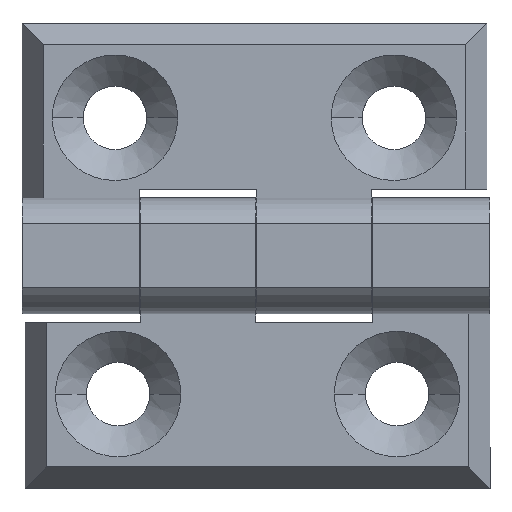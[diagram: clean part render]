
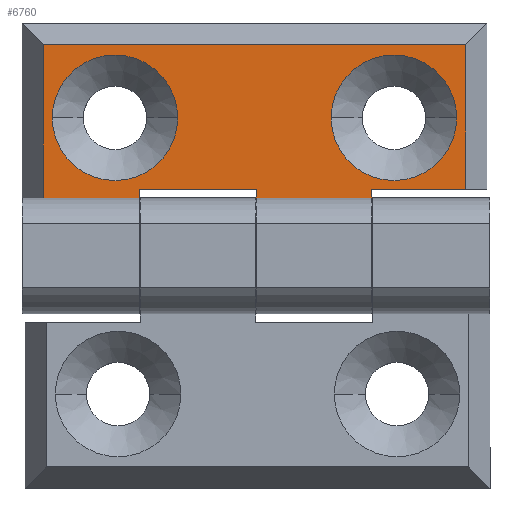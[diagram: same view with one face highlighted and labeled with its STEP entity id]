
A CAD part, top view. The second image highlights one B-rep face of the part: STEP entity #6760.
In plain terms, the highlighted planar face has unit normal (0, 0, 1).
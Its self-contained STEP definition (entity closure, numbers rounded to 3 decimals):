
#33 = EDGE_CURVE ( 'NONE', #4493, #597, #356, .T. ) ;
#61 = EDGE_CURVE ( 'NONE', #6112, #4413, #2885, .T. ) ;
#78 = AXIS2_PLACEMENT_3D ( 'NONE', #1073, #3284, #4799 ) ;
#94 = VERTEX_POINT ( 'NONE', #3605 ) ;
#96 = CARTESIAN_POINT ( 'NONE',  ( 9.5, 37.05, 8.1 ) ) ;
#102 = ORIENTED_EDGE ( 'NONE', *, *, #1471, .T. ) ;
#194 = VECTOR ( 'NONE', #1944, 1000. ) ;
#277 = DIRECTION ( 'NONE',  ( -1., 0., 0. ) ) ;
#291 = ORIENTED_EDGE ( 'NONE', *, *, #61, .T. ) ;
#297 = CARTESIAN_POINT ( 'NONE',  ( 29.35, 46.464, 8.1 ) ) ;
#313 = DIRECTION ( 'NONE',  ( 1., 0., 0. ) ) ;
#325 = VERTEX_POINT ( 'NONE', #96 ) ;
#356 = CIRCLE ( 'NONE', #2347, 8.1 ) ;
#368 = ORIENTED_EDGE ( 'NONE', *, *, #981, .T. ) ;
#438 = CARTESIAN_POINT ( 'NONE',  ( 17.6, 37.05, 8.1 ) ) ;
#597 = VERTEX_POINT ( 'NONE', #4408 ) ;
#759 = ORIENTED_EDGE ( 'NONE', *, *, #33, .T. ) ;
#765 = EDGE_CURVE ( 'NONE', #1890, #1090, #6203, .T. ) ;
#794 = CARTESIAN_POINT ( 'NONE',  ( 14.75, 27.85, 8.1 ) ) ;
#904 = DIRECTION ( 'NONE',  ( 1., 0., 0. ) ) ;
#918 = CARTESIAN_POINT ( 'NONE',  ( 26.855, 27.85, 8.1 ) ) ;
#919 = VECTOR ( 'NONE', #991, 1000. ) ;
#958 = CARTESIAN_POINT ( 'NONE',  ( 29.35, 49.05, 8.1 ) ) ;
#981 = EDGE_CURVE ( 'NONE', #4244, #94, #4462, .T. ) ;
#991 = DIRECTION ( 'NONE',  ( -1., 0., 0. ) ) ;
#994 = CARTESIAN_POINT ( 'NONE',  ( 26.855, 46.464, 8.1 ) ) ;
#1023 = DIRECTION ( 'NONE',  ( 0., 0., -1. ) ) ;
#1073 = CARTESIAN_POINT ( 'NONE',  ( 17.6, 37.05, 8.1 ) ) ;
#1090 = VERTEX_POINT ( 'NONE', #2632 ) ;
#1151 = DIRECTION ( 'NONE',  ( 0., 1., 0. ) ) ;
#1202 = VECTOR ( 'NONE', #1151, 1000. ) ;
#1238 = VECTOR ( 'NONE', #5131, 1000. ) ;
#1307 = LINE ( 'NONE', #5562, #4957 ) ;
#1325 = CARTESIAN_POINT ( 'NONE',  ( -27.655, 49.05, 8.1 ) ) ;
#1382 = ORIENTED_EDGE ( 'NONE', *, *, #6438, .T. ) ;
#1433 = EDGE_CURVE ( 'NONE', #1890, #3690, #2574, .T. ) ;
#1471 = EDGE_CURVE ( 'NONE', #1823, #4244, #4556, .T. ) ;
#1509 = FACE_OUTER_BOUND ( 'NONE', #1891, .T. ) ;
#1755 = ORIENTED_EDGE ( 'NONE', *, *, #1433, .T. ) ;
#1777 = CARTESIAN_POINT ( 'NONE',  ( -15.25, 26.691, 8.1 ) ) ;
#1823 = VERTEX_POINT ( 'NONE', #994 ) ;
#1890 = VERTEX_POINT ( 'NONE', #3551 ) ;
#1891 = EDGE_LOOP ( 'NONE', ( #368, #2711, #3306, #291, #6277, #5966, #1755, #4098, #3824, #102 ) ) ;
#1924 = DIRECTION ( 'NONE',  ( 0., 0., -1. ) ) ;
#1944 = DIRECTION ( 'NONE',  ( 0., 1., 0. ) ) ;
#2025 = EDGE_CURVE ( 'NONE', #4492, #94, #5403, .T. ) ;
#2154 = EDGE_CURVE ( 'NONE', #4506, #1823, #6231, .T. ) ;
#2183 = AXIS2_PLACEMENT_3D ( 'NONE', #2371, #1023, #6680 ) ;
#2217 = EDGE_LOOP ( 'NONE', ( #759, #1382 ) ) ;
#2302 = CIRCLE ( 'NONE', #78, 8.1 ) ;
#2312 = VECTOR ( 'NONE', #904, 1000. ) ;
#2315 = DIRECTION ( 'NONE',  ( 1., 0., 0. ) ) ;
#2347 = AXIS2_PLACEMENT_3D ( 'NONE', #5985, #4915, #313 ) ;
#2371 = CARTESIAN_POINT ( 'NONE',  ( -18.4, 37.05, 8.1 ) ) ;
#2574 = LINE ( 'NONE', #4675, #6520 ) ;
#2577 = CARTESIAN_POINT ( 'NONE',  ( 26.855, 49.05, 8.1 ) ) ;
#2632 = CARTESIAN_POINT ( 'NONE',  ( -0.15, 26.691, 8.1 ) ) ;
#2667 = DIRECTION ( 'NONE',  ( 0., 1., 0. ) ) ;
#2711 = ORIENTED_EDGE ( 'NONE', *, *, #2025, .F. ) ;
#2712 = CARTESIAN_POINT ( 'NONE',  ( -0.15, 27.85, 8.1 ) ) ;
#2839 = CARTESIAN_POINT ( 'NONE',  ( -30.15, 27.85, 8.1 ) ) ;
#2869 = DIRECTION ( 'NONE',  ( 0., 1., 0. ) ) ;
#2885 = LINE ( 'NONE', #4672, #1238 ) ;
#2889 = CARTESIAN_POINT ( 'NONE',  ( -27.655, 46.464, 8.1 ) ) ;
#3006 = DIRECTION ( 'NONE',  ( 1., 0., 0. ) ) ;
#3040 = FACE_BOUND ( 'NONE', #2217, .T. ) ;
#3284 = DIRECTION ( 'NONE',  ( 0., 0., -1. ) ) ;
#3306 = ORIENTED_EDGE ( 'NONE', *, *, #6043, .T. ) ;
#3330 = EDGE_CURVE ( 'NONE', #1090, #4413, #4293, .T. ) ;
#3545 = CARTESIAN_POINT ( 'NONE',  ( -26.5, 37.05, 8.1 ) ) ;
#3551 = CARTESIAN_POINT ( 'NONE',  ( 14.75, 26.691, 8.1 ) ) ;
#3561 = VECTOR ( 'NONE', #5390, 1000. ) ;
#3605 = CARTESIAN_POINT ( 'NONE',  ( -27.655, 26.691, 8.1 ) ) ;
#3613 = CARTESIAN_POINT ( 'NONE',  ( 14.75, 26.691, 8.1 ) ) ;
#3690 = VERTEX_POINT ( 'NONE', #794 ) ;
#3775 = CARTESIAN_POINT ( 'NONE',  ( -0.15, 27.85, 8.1 ) ) ;
#3778 = VECTOR ( 'NONE', #5799, 1000. ) ;
#3824 = ORIENTED_EDGE ( 'NONE', *, *, #2154, .T. ) ;
#4098 = ORIENTED_EDGE ( 'NONE', *, *, #5748, .T. ) ;
#4237 = EDGE_LOOP ( 'NONE', ( #4632, #5721 ) ) ;
#4244 = VERTEX_POINT ( 'NONE', #2889 ) ;
#4293 = LINE ( 'NONE', #3775, #1202 ) ;
#4408 = CARTESIAN_POINT ( 'NONE',  ( -10.3, 37.05, 8.1 ) ) ;
#4413 = VERTEX_POINT ( 'NONE', #2712 ) ;
#4462 = LINE ( 'NONE', #1325, #3778 ) ;
#4492 = VERTEX_POINT ( 'NONE', #5886 ) ;
#4493 = VERTEX_POINT ( 'NONE', #3545 ) ;
#4506 = VERTEX_POINT ( 'NONE', #918 ) ;
#4556 = LINE ( 'NONE', #297, #3561 ) ;
#4632 = ORIENTED_EDGE ( 'NONE', *, *, #6825, .T. ) ;
#4672 = CARTESIAN_POINT ( 'NONE',  ( -30.15, 27.85, 8.1 ) ) ;
#4675 = CARTESIAN_POINT ( 'NONE',  ( 14.75, 27.85, 8.1 ) ) ;
#4799 = DIRECTION ( 'NONE',  ( 1., 0., 0. ) ) ;
#4915 = DIRECTION ( 'NONE',  ( 0., 0., -1. ) ) ;
#4957 = VECTOR ( 'NONE', #2869, 1000. ) ;
#5029 = VERTEX_POINT ( 'NONE', #6147 ) ;
#5063 = AXIS2_PLACEMENT_3D ( 'NONE', #958, #6653, #3006 ) ;
#5131 = DIRECTION ( 'NONE',  ( 1., 0., 0. ) ) ;
#5143 = PLANE ( 'NONE',  #5063 ) ;
#5390 = DIRECTION ( 'NONE',  ( -1., 0., 0. ) ) ;
#5403 = LINE ( 'NONE', #1777, #6812 ) ;
#5461 = LINE ( 'NONE', #2839, #2312 ) ;
#5498 = AXIS2_PLACEMENT_3D ( 'NONE', #438, #1924, #2315 ) ;
#5562 = CARTESIAN_POINT ( 'NONE',  ( -15.25, 27.85, 8.1 ) ) ;
#5685 = FACE_BOUND ( 'NONE', #4237, .T. ) ;
#5721 = ORIENTED_EDGE ( 'NONE', *, *, #6616, .T. ) ;
#5748 = EDGE_CURVE ( 'NONE', #3690, #4506, #5461, .T. ) ;
#5799 = DIRECTION ( 'NONE',  ( 0., -1., 0. ) ) ;
#5886 = CARTESIAN_POINT ( 'NONE',  ( -15.25, 26.691, 8.1 ) ) ;
#5966 = ORIENTED_EDGE ( 'NONE', *, *, #765, .F. ) ;
#5985 = CARTESIAN_POINT ( 'NONE',  ( -18.4, 37.05, 8.1 ) ) ;
#6043 = EDGE_CURVE ( 'NONE', #4492, #6112, #1307, .T. ) ;
#6107 = CARTESIAN_POINT ( 'NONE',  ( -15.25, 27.85, 8.1 ) ) ;
#6112 = VERTEX_POINT ( 'NONE', #6107 ) ;
#6147 = CARTESIAN_POINT ( 'NONE',  ( 25.7, 37.05, 8.1 ) ) ;
#6163 = CIRCLE ( 'NONE', #5498, 8.1 ) ;
#6203 = LINE ( 'NONE', #3613, #919 ) ;
#6231 = LINE ( 'NONE', #2577, #194 ) ;
#6275 = CIRCLE ( 'NONE', #2183, 8.1 ) ;
#6277 = ORIENTED_EDGE ( 'NONE', *, *, #3330, .F. ) ;
#6438 = EDGE_CURVE ( 'NONE', #597, #4493, #6275, .T. ) ;
#6520 = VECTOR ( 'NONE', #2667, 1000. ) ;
#6616 = EDGE_CURVE ( 'NONE', #5029, #325, #2302, .T. ) ;
#6653 = DIRECTION ( 'NONE',  ( 0., 0., -1. ) ) ;
#6680 = DIRECTION ( 'NONE',  ( 1., 0., 0. ) ) ;
#6760 = ADVANCED_FACE ( 'NONE', ( #5685, #3040, #1509 ), #5143, .F. ) ;
#6812 = VECTOR ( 'NONE', #277, 1000. ) ;
#6825 = EDGE_CURVE ( 'NONE', #325, #5029, #6163, .T. ) ;
